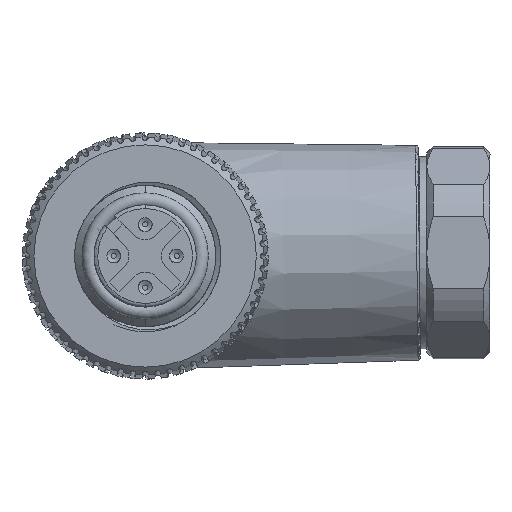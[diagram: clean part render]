
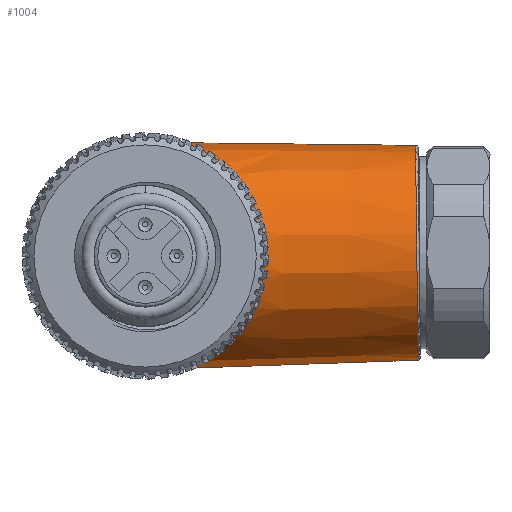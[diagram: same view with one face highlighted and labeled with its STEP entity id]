
A CAD part, left-side view. The second image highlights one B-rep face of the part: STEP entity #1004.
In plain terms, the highlighted conical face has half-angle 1.321 degrees and reference radius 8.994 mm.
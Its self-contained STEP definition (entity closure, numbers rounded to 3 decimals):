
#397=CONICAL_SURFACE('',#9447,8.994,1.321);
#503=CIRCLE('',#9424,8.505);
#520=CIRCLE('',#9446,8.505);
#1004=ADVANCED_FACE('',(#1748),#397,.T.);
#1748=FACE_OUTER_BOUND('',#2253,.T.);
#2253=EDGE_LOOP('',(#4052,#4053,#4054,#4055,#4056,#4057,#4058,#4059));
#2821=LINE('',#13939,#3374);
#2822=LINE('',#13941,#3375);
#2823=LINE('',#13942,#3376);
#2824=LINE('',#13944,#3377);
#3374=VECTOR('',#10573,1.);
#3375=VECTOR('',#10574,1.);
#3376=VECTOR('',#10575,1.);
#3377=VECTOR('',#10576,1.);
#4052=ORIENTED_EDGE('',*,*,#7767,.T.);
#4053=ORIENTED_EDGE('',*,*,#7740,.T.);
#4054=ORIENTED_EDGE('',*,*,#7768,.T.);
#4055=ORIENTED_EDGE('',*,*,#7769,.T.);
#4056=ORIENTED_EDGE('',*,*,#7761,.F.);
#4057=ORIENTED_EDGE('',*,*,#7765,.F.);
#4058=ORIENTED_EDGE('',*,*,#7770,.T.);
#4059=ORIENTED_EDGE('',*,*,#7771,.F.);
#6826=VERTEX_POINT('',#13840);
#6827=VERTEX_POINT('',#13841);
#6846=VERTEX_POINT('',#13895);
#6847=VERTEX_POINT('',#13912);
#6849=VERTEX_POINT('',#13918);
#6850=VERTEX_POINT('',#13938);
#6851=VERTEX_POINT('',#13940);
#6852=VERTEX_POINT('',#13943);
#7740=EDGE_CURVE('',#6826,#6827,#503,.T.);
#7761=EDGE_CURVE('',#6846,#6847,#9145,.T.);
#7765=EDGE_CURVE('',#6849,#6846,#9146,.T.);
#7767=EDGE_CURVE('',#6850,#6826,#520,.T.);
#7768=EDGE_CURVE('',#6827,#6851,#2821,.T.);
#7769=EDGE_CURVE('',#6851,#6847,#2822,.T.);
#7770=EDGE_CURVE('',#6849,#6852,#2823,.T.);
#7771=EDGE_CURVE('',#6850,#6852,#2824,.T.);
#9145=B_SPLINE_CURVE_WITH_KNOTS('',3,(#13896,#13897,#13898,#13899,#13900,
#13901,#13902,#13903,#13904,#13905,#13906,#13907,#13908,#13909,#13910,#13911),
 .UNSPECIFIED.,.F.,.F.,(4,2,2,2,2,2,2,4),(0.,0.25,0.5,0.75,
0.875,0.938,0.969,1.),.UNSPECIFIED.);
#9146=B_SPLINE_CURVE_WITH_KNOTS('',3,(#13919,#13920,#13921,#13922,#13923,
#13924,#13925,#13926,#13927,#13928,#13929,#13930,#13931,#13932,#13933,#13934),
 .UNSPECIFIED.,.F.,.F.,(4,2,2,2,2,2,2,4),(0.,0.031,0.062,
0.125,0.25,0.5,0.75,1.),.UNSPECIFIED.);
#9424=AXIS2_PLACEMENT_3D('',#13839,#10523,#10524);
#9446=AXIS2_PLACEMENT_3D('',#13937,#10571,#10572);
#9447=AXIS2_PLACEMENT_3D('',#13945,#10577,#10578);
#10523=DIRECTION('',(0.,1.,-0.012));
#10524=DIRECTION('',(0.,0.012,1.));
#10571=DIRECTION('',(0.,1.,-0.012));
#10572=DIRECTION('',(0.,0.012,1.));
#10573=DIRECTION('',(0.,1.,0.011));
#10574=DIRECTION('',(0.,1.,0.011));
#10575=DIRECTION('',(0.,-0.999,0.035));
#10576=DIRECTION('',(0.,0.999,-0.035));
#10577=DIRECTION('',(0.,1.,-0.012));
#10578=DIRECTION('',(0.,-0.012,-1.));
#13839=CARTESIAN_POINT('',(31.9,-21.503,0.253));
#13840=CARTESIAN_POINT('',(31.805,-21.603,-8.25));
#13841=CARTESIAN_POINT('',(31.9,-21.403,8.757));
#13895=CARTESIAN_POINT('',(23.107,-8.999,0.106));
#13896=CARTESIAN_POINT('',(23.107,-8.999,0.106));
#13897=CARTESIAN_POINT('',(23.107,-8.983,1.521));
#13898=CARTESIAN_POINT('',(23.451,-8.623,2.88));
#13899=CARTESIAN_POINT('',(24.573,-7.474,5.175));
#13900=CARTESIAN_POINT('',(25.33,-6.707,6.105));
#13901=CARTESIAN_POINT('',(27.016,-5.005,7.564));
#13902=CARTESIAN_POINT('',(27.923,-4.092,8.081));
#13903=CARTESIAN_POINT('',(29.359,-2.654,8.615));
#13904=CARTESIAN_POINT('',(29.846,-2.166,8.75));
#13905=CARTESIAN_POINT('',(30.586,-1.43,8.889));
#13906=CARTESIAN_POINT('',(30.833,-1.184,8.925));
#13907=CARTESIAN_POINT('',(31.209,-0.818,8.964));
#13908=CARTESIAN_POINT('',(31.335,-0.696,8.974));
#13909=CARTESIAN_POINT('',(31.593,-0.46,8.989));
#13910=CARTESIAN_POINT('',(31.718,-0.294,8.995));
#13911=CARTESIAN_POINT('',(31.9,-0.294,8.995));
#13912=CARTESIAN_POINT('',(31.9,-0.294,8.995));
#13918=CARTESIAN_POINT('',(31.9,-0.506,-8.986));
#13919=CARTESIAN_POINT('',(31.9,-0.506,-8.986));
#13920=CARTESIAN_POINT('',(31.721,-0.506,-8.986));
#13921=CARTESIAN_POINT('',(31.595,-0.67,-8.976));
#13922=CARTESIAN_POINT('',(31.337,-0.906,-8.955));
#13923=CARTESIAN_POINT('',(31.211,-1.027,-8.942));
#13924=CARTESIAN_POINT('',(30.835,-1.393,-8.895));
#13925=CARTESIAN_POINT('',(30.588,-1.637,-8.853));
#13926=CARTESIAN_POINT('',(29.851,-2.367,-8.697));
#13927=CARTESIAN_POINT('',(29.366,-2.848,-8.553));
#13928=CARTESIAN_POINT('',(27.93,-4.275,-7.986));
#13929=CARTESIAN_POINT('',(27.019,-5.179,-7.444));
#13930=CARTESIAN_POINT('',(25.345,-6.834,-5.96));
#13931=CARTESIAN_POINT('',(24.582,-7.586,-5.012));
#13932=CARTESIAN_POINT('',(23.451,-8.689,-2.678));
#13933=CARTESIAN_POINT('',(23.107,-9.016,-1.31));
#13934=CARTESIAN_POINT('',(23.107,-8.999,0.106));
#13937=CARTESIAN_POINT('',(31.9,-21.503,0.253));
#13938=CARTESIAN_POINT('',(31.9,-21.603,-8.25));
#13939=CARTESIAN_POINT('',(31.9,-0.167,8.997));
#13940=CARTESIAN_POINT('',(31.9,-3.149,8.963));
#13941=CARTESIAN_POINT('',(31.9,-10.849,8.876));
#13942=CARTESIAN_POINT('',(31.9,-11.055,-8.618));
#13943=CARTESIAN_POINT('',(31.9,-3.359,-8.886));
#13944=CARTESIAN_POINT('',(31.9,-0.379,-8.99));
#13945=CARTESIAN_POINT('',(31.9,-0.273,0.003));
